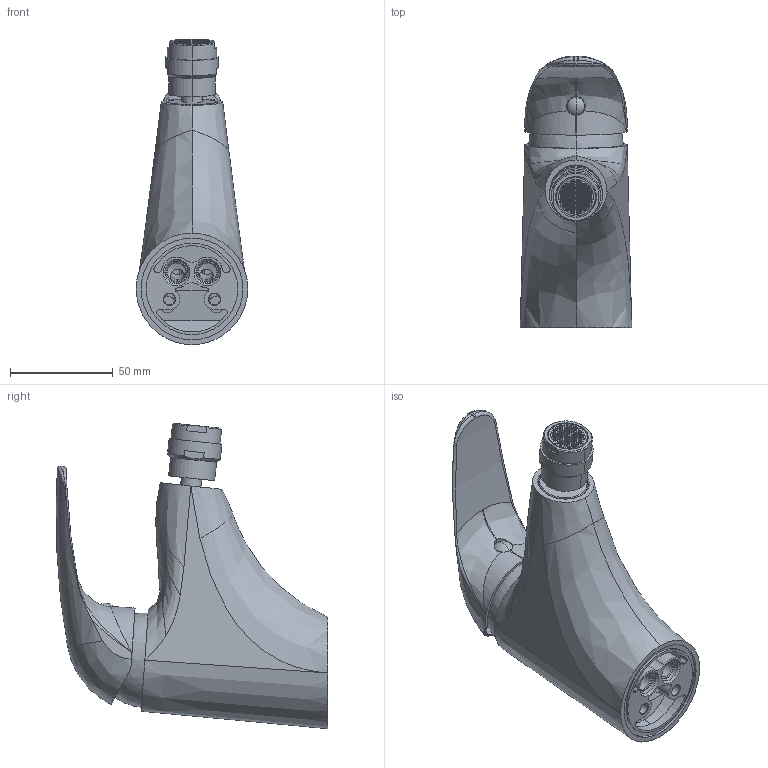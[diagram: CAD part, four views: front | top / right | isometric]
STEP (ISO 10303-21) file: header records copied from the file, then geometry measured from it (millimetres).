
FILE_DESCRIPTION((''),'2;1');
FILE_NAME('DU131CR','2021-11-09T13:46:39',('ut3'),('PAFFONI SpA'),'CREO PARAMETRIC BY PTC INC, 2020044','CREO PARAMETRIC BY PTC INC, 2020044','');
FILE_SCHEMA(('CONFIG_CONTROL_DESIGN','SHAPE_APPEARANCE_LAYERS_GROUPS'));
Products named in the file (1): DU131CR
Bounding box: 54.3 x 132.06 x 148.69 mm (x, y, z)
Volume: 190253.5 mm3; surface area: 104657.2 mm2
Topology: 2 solids, 2 shells, 2723 faces, 7883 edges, 5114 vertices
Faces by surface type: plane 2027, cylinder 399, torus 123, cone 76, bspline 69, sphere 25, extrusion 4
Entity records: 109476 total; most frequent: CARTESIAN_POINT 26561, ORIENTED_EDGE 15716, DIRECTION 14684, EDGE_CURVE 7858, VERTEX_POINT 5114, VECTOR 5072, LINE 5068, AXIS2_PLACEMENT_3D 4806
